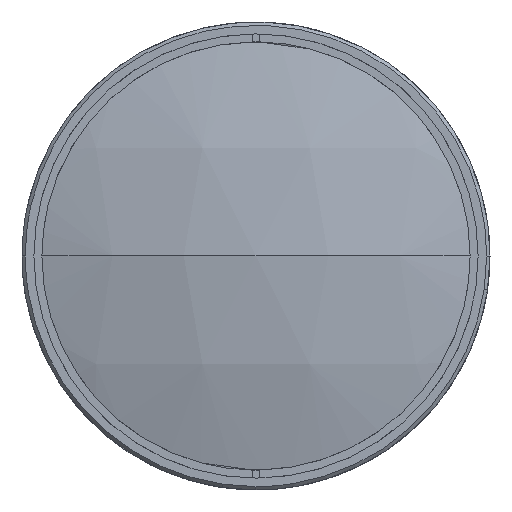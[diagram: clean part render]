
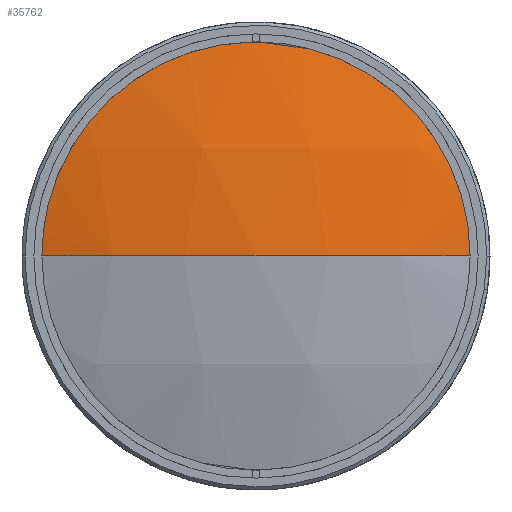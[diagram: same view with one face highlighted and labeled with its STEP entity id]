
A CAD part, left-side view. The second image highlights one B-rep face of the part: STEP entity #35762.
In plain terms, the highlighted spherical face has radius 456.634 mm.
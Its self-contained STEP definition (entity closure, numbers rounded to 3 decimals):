
#231 = EDGE_CURVE ( 'NONE', #16975, #3632, #48006, .T. ) ;
#693 = ORIENTED_EDGE ( 'NONE', *, *, #12375, .F. ) ;
#1040 = EDGE_LOOP ( 'NONE', ( #693, #8804, #46943 ) ) ;
#3232 = CARTESIAN_POINT ( 'NONE',  ( 20.836, 41.276, 121.557 ) ) ;
#3632 = VERTEX_POINT ( 'NONE', #33955 ) ;
#4328 = CARTESIAN_POINT ( 'NONE',  ( 20.836, 128.1, 8.384 ) ) ;
#4679 = EDGE_CURVE ( 'NONE', #33861, #3632, #51575, .T. ) ;
#7681 = CARTESIAN_POINT ( 'NONE',  ( 20.836, -128.1, 0. ) ) ;
#7961 = CARTESIAN_POINT ( 'NONE',  ( 20.836, 78.14, 101.853 ) ) ;
#8245 = CARTESIAN_POINT ( 'NONE',  ( 20.836, 128.1, 0. ) ) ;
#8804 = ORIENTED_EDGE ( 'NONE', *, *, #4679, .T. ) ;
#11870 = CARTESIAN_POINT ( 'NONE',  ( 20.836, 64.197, 111.169 ) ) ;
#12375 = EDGE_CURVE ( 'NONE', #33861, #16975, #35756, .T. ) ;
#12703 = CARTESIAN_POINT ( 'NONE',  ( 20.836, 96.509, 84.652 ) ) ;
#15218 = AXIS2_PLACEMENT_3D ( 'NONE', #51039, #21536, #46864 ) ;
#15705 = FACE_OUTER_BOUND ( 'NONE', #1040, .T. ) ;
#16041 = CARTESIAN_POINT ( 'NONE',  ( 20.836, 115.141, 56.768 ) ) ;
#16305 = CARTESIAN_POINT ( 'NONE',  ( 20.836, -8.384, 128.1 ) ) ;
#16862 = CARTESIAN_POINT ( 'NONE',  ( 20.836, -56.768, 115.141 ) ) ;
#16975 = VERTEX_POINT ( 'NONE', #38927 ) ;
#17763 = AXIS2_PLACEMENT_3D ( 'NONE', #29866, #46842, #49914 ) ;
#18669 = AXIS2_PLACEMENT_3D ( 'NONE', #20409, #20141, #50467 ) ;
#20141 = DIRECTION ( 'NONE',  ( 0., 0., -1. ) ) ;
#20216 = CARTESIAN_POINT ( 'NONE',  ( 20.836, 111.169, 64.197 ) ) ;
#20409 = CARTESIAN_POINT ( 'NONE',  ( 459.134, 0., 0. ) ) ;
#20489 = CARTESIAN_POINT ( 'NONE',  ( 20.836, -124.003, 33.214 ) ) ;
#20756 = CARTESIAN_POINT ( 'NONE',  ( 20.836, -64.197, 111.169 ) ) ;
#21315 = CARTESIAN_POINT ( 'NONE',  ( 20.836, -41.276, 121.557 ) ) ;
#21536 = DIRECTION ( 'NONE',  ( 0., 0., -1. ) ) ;
#24378 = CARTESIAN_POINT ( 'NONE',  ( 20.836, -78.14, 101.853 ) ) ;
#24653 = CARTESIAN_POINT ( 'NONE',  ( 20.836, 101.853, 78.14 ) ) ;
#24937 = CARTESIAN_POINT ( 'NONE',  ( 20.836, 127.274, 16.768 ) ) ;
#29111 = CARTESIAN_POINT ( 'NONE',  ( 20.836, -16.768, 127.274 ) ) ;
#29399 = CARTESIAN_POINT ( 'NONE',  ( 20.836, -127.274, 16.768 ) ) ;
#29866 = CARTESIAN_POINT ( 'NONE',  ( 459.134, 0., 0. ) ) ;
#30169 = SPHERICAL_SURFACE ( 'NONE', #15218, 456.634 ) ;
#32732 = CARTESIAN_POINT ( 'NONE',  ( 20.836, 16.768, 127.274 ) ) ;
#33009 = CARTESIAN_POINT ( 'NONE',  ( 20.836, 121.557, 41.276 ) ) ;
#33275 = CARTESIAN_POINT ( 'NONE',  ( 20.836, -121.557, 41.276 ) ) ;
#33556 = CARTESIAN_POINT ( 'NONE',  ( 20.836, -101.853, 78.14 ) ) ;
#33837 = CARTESIAN_POINT ( 'NONE',  ( 20.836, -84.652, 96.509 ) ) ;
#33861 = VERTEX_POINT ( 'NONE', #34848 ) ;
#33955 = CARTESIAN_POINT ( 'NONE',  ( 2.5, 0., 0. ) ) ;
#34848 = CARTESIAN_POINT ( 'NONE',  ( 20.836, -128.1, 0. ) ) ;
#35756 = B_SPLINE_CURVE_WITH_KNOTS ( 'NONE', 3,
 ( #7681, #50255, #29399, #20489, #33275, #45530, #37723, #33556, #49713, #33837, #24378, #20756, #16862, #21315, #46090, #29111, #16305, #41338, #32732, #54704, #3232, #54153, #11870, #7961, #50829, #12703, #24653, #20216, #16041, #33009, #46376, #24937, #4328, #8245 ),
 .UNSPECIFIED., .F., .F.,
 ( 4, 2, 2, 2, 2, 2, 2, 2, 2, 2, 2, 2, 2, 2, 2, 2, 4 ),
 ( 0., 0.062, 0.125, 0.187, 0.25, 0.312, 0.375, 0.437, 0.5, 0.562, 0.625, 0.687, 0.75, 0.812, 0.875, 0.937, 1. ),
 .UNSPECIFIED. ) ;
#35762 = ADVANCED_FACE ( 'NONE', ( #15705 ), #30169, .F. ) ;
#37723 = CARTESIAN_POINT ( 'NONE',  ( 20.836, -111.169, 64.197 ) ) ;
#38927 = CARTESIAN_POINT ( 'NONE',  ( 20.836, 128.1, 0. ) ) ;
#41338 = CARTESIAN_POINT ( 'NONE',  ( 20.836, 8.384, 128.1 ) ) ;
#45530 = CARTESIAN_POINT ( 'NONE',  ( 20.836, -115.141, 56.768 ) ) ;
#46090 = CARTESIAN_POINT ( 'NONE',  ( 20.836, -33.214, 124.003 ) ) ;
#46376 = CARTESIAN_POINT ( 'NONE',  ( 20.836, 124.003, 33.214 ) ) ;
#46842 = DIRECTION ( 'NONE',  ( 0., 0., 1. ) ) ;
#46864 = DIRECTION ( 'NONE',  ( 0., 1., 0. ) ) ;
#46943 = ORIENTED_EDGE ( 'NONE', *, *, #231, .F. ) ;
#48006 = CIRCLE ( 'NONE', #17763, 456.634 ) ;
#49713 = CARTESIAN_POINT ( 'NONE',  ( 20.836, -96.509, 84.652 ) ) ;
#49914 = DIRECTION ( 'NONE',  ( 1., 0., 0. ) ) ;
#50255 = CARTESIAN_POINT ( 'NONE',  ( 20.836, -128.1, 8.384 ) ) ;
#50467 = DIRECTION ( 'NONE',  ( -1., 0., 0. ) ) ;
#50829 = CARTESIAN_POINT ( 'NONE',  ( 20.836, 84.652, 96.509 ) ) ;
#51039 = CARTESIAN_POINT ( 'NONE',  ( 459.134, 0., 0. ) ) ;
#51575 = CIRCLE ( 'NONE', #18669, 456.634 ) ;
#54153 = CARTESIAN_POINT ( 'NONE',  ( 20.836, 56.768, 115.141 ) ) ;
#54704 = CARTESIAN_POINT ( 'NONE',  ( 20.836, 33.214, 124.003 ) ) ;
